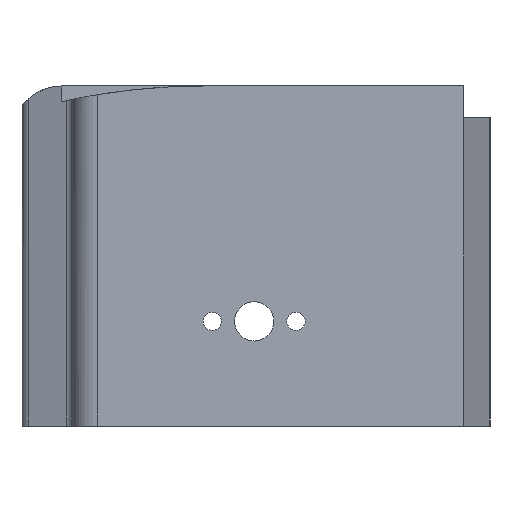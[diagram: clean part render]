
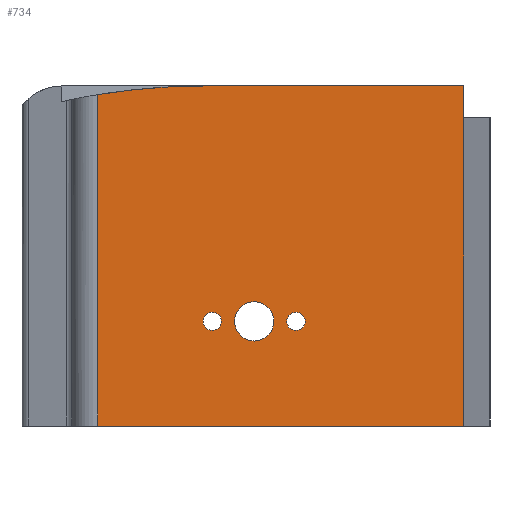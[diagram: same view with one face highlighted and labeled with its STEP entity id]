
A CAD part, left-side view. The second image highlights one B-rep face of the part: STEP entity #734.
In plain terms, the highlighted planar face has unit normal (-1, 0, 0).
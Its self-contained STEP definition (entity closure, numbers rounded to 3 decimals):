
#37=FACE_BOUND('',#119,.T.);
#38=FACE_BOUND('',#120,.T.);
#39=FACE_BOUND('',#121,.T.);
#49=CIRCLE('',#789,124.298);
#50=CIRCLE('',#790,1.75);
#51=CIRCLE('',#791,1.75);
#52=CIRCLE('',#792,3.75);
#78=FACE_OUTER_BOUND('',#118,.T.);
#118=EDGE_LOOP('',(#502,#503,#504,#505,#506));
#119=EDGE_LOOP('',(#507));
#120=EDGE_LOOP('',(#508));
#121=EDGE_LOOP('',(#509));
#176=LINE('',#1091,#250);
#177=LINE('',#1093,#251);
#178=LINE('',#1097,#252);
#179=LINE('',#1098,#253);
#250=VECTOR('',#871,10.);
#251=VECTOR('',#872,10.);
#252=VECTOR('',#875,10.);
#253=VECTOR('',#876,10.);
#324=VERTEX_POINT('',#1089);
#325=VERTEX_POINT('',#1090);
#326=VERTEX_POINT('',#1092);
#327=VERTEX_POINT('',#1094);
#328=VERTEX_POINT('',#1096);
#329=VERTEX_POINT('',#1099);
#330=VERTEX_POINT('',#1101);
#331=VERTEX_POINT('',#1103);
#395=EDGE_CURVE('',#324,#325,#176,.T.);
#396=EDGE_CURVE('',#326,#325,#177,.T.);
#397=EDGE_CURVE('',#326,#327,#49,.T.);
#398=EDGE_CURVE('',#328,#327,#178,.T.);
#399=EDGE_CURVE('',#328,#324,#179,.T.);
#400=EDGE_CURVE('',#329,#329,#50,.T.);
#401=EDGE_CURVE('',#330,#330,#51,.T.);
#402=EDGE_CURVE('',#331,#331,#52,.T.);
#502=ORIENTED_EDGE('',*,*,#395,.T.);
#503=ORIENTED_EDGE('',*,*,#396,.F.);
#504=ORIENTED_EDGE('',*,*,#397,.T.);
#505=ORIENTED_EDGE('',*,*,#398,.F.);
#506=ORIENTED_EDGE('',*,*,#399,.T.);
#507=ORIENTED_EDGE('',*,*,#400,.T.);
#508=ORIENTED_EDGE('',*,*,#401,.T.);
#509=ORIENTED_EDGE('',*,*,#402,.T.);
#710=PLANE('',#788);
#734=ADVANCED_FACE('',(#78,#37,#38,#39),#710,.T.);
#788=AXIS2_PLACEMENT_3D('',#1088,#869,#870);
#789=AXIS2_PLACEMENT_3D('',#1095,#873,#874);
#790=AXIS2_PLACEMENT_3D('',#1100,#877,#878);
#791=AXIS2_PLACEMENT_3D('',#1102,#879,#880);
#792=AXIS2_PLACEMENT_3D('',#1104,#881,#882);
#869=DIRECTION('center_axis',(-1.,0.,0.));
#870=DIRECTION('ref_axis',(0.,-1.,0.));
#871=DIRECTION('',(0.,0.,1.));
#872=DIRECTION('',(0.,-1.,0.));
#873=DIRECTION('center_axis',(-1.,0.,0.));
#874=DIRECTION('ref_axis',(0.,0.,1.));
#875=DIRECTION('',(0.,0.,1.));
#876=DIRECTION('',(0.,-1.,0.));
#877=DIRECTION('center_axis',(1.,0.,0.));
#878=DIRECTION('ref_axis',(0.,1.,0.));
#879=DIRECTION('center_axis',(1.,0.,0.));
#880=DIRECTION('ref_axis',(0.,1.,0.));
#881=DIRECTION('center_axis',(1.,0.,0.));
#882=DIRECTION('ref_axis',(0.,1.,0.));
#1088=CARTESIAN_POINT('Origin',(-70.,125.536,0.));
#1089=CARTESIAN_POINT('',(-70.,55.536,10.));
#1090=CARTESIAN_POINT('',(-70.,55.536,75.));
#1091=CARTESIAN_POINT('',(-70.,55.536,5.));
#1092=CARTESIAN_POINT('',(-70.,105.31,75.));
#1093=CARTESIAN_POINT('',(-70.,125.536,75.));
#1094=CARTESIAN_POINT('',(-70.,125.536,73.343));
#1095=CARTESIAN_POINT('Origin',(-70.,105.31,-49.298));
#1096=CARTESIAN_POINT('',(-70.,125.536,10.));
#1097=CARTESIAN_POINT('',(-70.,125.536,0.));
#1098=CARTESIAN_POINT('',(-70.,62.768,10.));
#1099=CARTESIAN_POINT('',(-70.,101.874,30.));
#1100=CARTESIAN_POINT('Origin',(-70.,103.624,30.));
#1101=CARTESIAN_POINT('',(-70.,85.874,30.));
#1102=CARTESIAN_POINT('Origin',(-70.,87.624,30.));
#1103=CARTESIAN_POINT('',(-70.,91.874,30.));
#1104=CARTESIAN_POINT('Origin',(-70.,95.624,30.));
